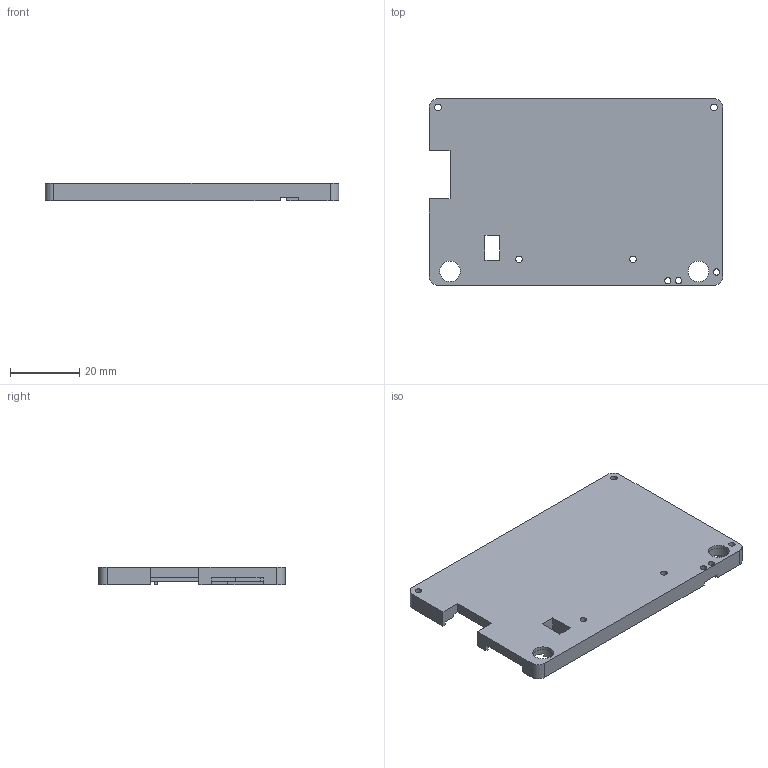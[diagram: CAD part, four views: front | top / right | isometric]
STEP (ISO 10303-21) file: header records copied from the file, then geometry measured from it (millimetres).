
FILE_DESCRIPTION(('FreeCAD Model'),'2;1');
FILE_NAME('display_frame.step','2020-08-16T00:12:56',('Author'),(''), 'Open CASCADE STEP processor 7.3','FreeCAD','Unknown');
FILE_SCHEMA(('AUTOMOTIVE_DESIGN { 1 0 10303 214 1 1 1 1 }'));
Length unit declared in the file: millimetre
Products named in the file (1): display_frame
Bounding box: 85 x 54 x 5 mm (x, y, z)
Volume: 14147.1 mm3; surface area: 11207.7 mm2
Topology: 1 solids, 1 shells, 132 faces, 387 edges, 257 vertices
Faces by surface type: plane 117, cylinder 15
Full cylindrical faces by diameter (mm): 1.8 x3, 1.9 x4, 6 x2, 7.3 x2
Entity records: 9443 total; most frequent: CARTESIAN_POINT 1605, DIRECTION 1455, LINE 1087, VECTOR 1087, ORIENTED_EDGE 774, PCURVE 774, DEFINITIONAL_REPRESENTATION 774, EDGE_CURVE 387
